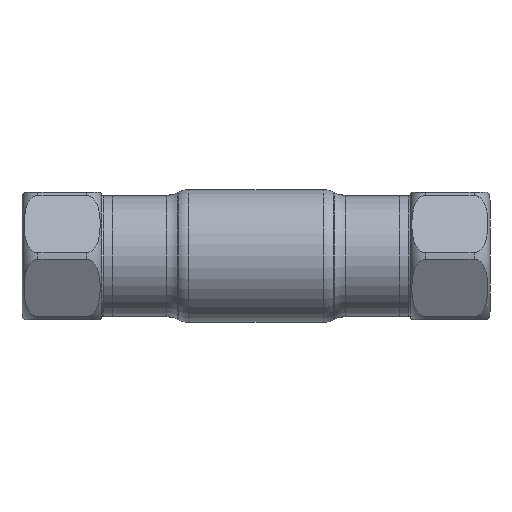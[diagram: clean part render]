
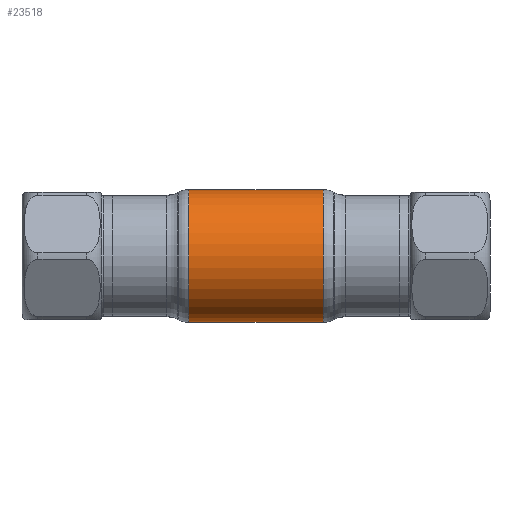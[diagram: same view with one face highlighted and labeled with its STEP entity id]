
A CAD part, front view. The second image highlights one B-rep face of the part: STEP entity #23518.
In plain terms, the highlighted cylindrical face has radius 12.5 mm (diameter 25 mm), a partial arc.
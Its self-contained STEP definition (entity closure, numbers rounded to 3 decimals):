
#394 = ORIENTED_EDGE ( 'NONE', *, *, #43512, .F. ) ;
#1551 = CARTESIAN_POINT ( 'NONE',  ( -62.69, 0., 12.5 ) ) ;
#3446 = CYLINDRICAL_SURFACE ( 'NONE', #8120, 12.5 ) ;
#6282 = VERTEX_POINT ( 'NONE', #48105 ) ;
#7076 = VERTEX_POINT ( 'NONE', #38486 ) ;
#7571 = LINE ( 'NONE', #44321, #9621 ) ;
#7870 = DIRECTION ( 'NONE',  ( -1., 0., 0. ) ) ;
#8120 = AXIS2_PLACEMENT_3D ( 'NONE', #21453, #39588, #30672 ) ;
#8413 = EDGE_LOOP ( 'NONE', ( #394, #13452, #47426, #34686 ) ) ;
#8636 = EDGE_CURVE ( 'NONE', #19992, #19887, #24041, .T. ) ;
#9621 = VECTOR ( 'NONE', #7870, 1000. ) ;
#13452 = ORIENTED_EDGE ( 'NONE', *, *, #27075, .T. ) ;
#14005 = DIRECTION ( 'NONE',  ( -1., 0., 0. ) ) ;
#18444 = CARTESIAN_POINT ( 'NONE',  ( -12.606, 0., 0. ) ) ;
#19887 = VERTEX_POINT ( 'NONE', #41407 ) ;
#19992 = VERTEX_POINT ( 'NONE', #47288 ) ;
#21453 = CARTESIAN_POINT ( 'NONE',  ( -62.69, 0., 0. ) ) ;
#23518 = ADVANCED_FACE ( 'NONE', ( #30971 ), #3446, .T. ) ;
#24041 = LINE ( 'NONE', #1551, #40225 ) ;
#26372 = CIRCLE ( 'NONE', #54881, 12.5 ) ;
#26757 = DIRECTION ( 'NONE',  ( 0., 0., 1. ) ) ;
#27075 = EDGE_CURVE ( 'NONE', #6282, #19992, #26372, .T. ) ;
#30672 = DIRECTION ( 'NONE',  ( 0., 0., 1. ) ) ;
#30971 = FACE_OUTER_BOUND ( 'NONE', #8413, .T. ) ;
#32843 = CARTESIAN_POINT ( 'NONE',  ( 12.606, 0., 0. ) ) ;
#34686 = ORIENTED_EDGE ( 'NONE', *, *, #53663, .F. ) ;
#37271 = DIRECTION ( 'NONE',  ( 0., 0., 1. ) ) ;
#38486 = CARTESIAN_POINT ( 'NONE',  ( -12.606, 0., -12.5 ) ) ;
#39588 = DIRECTION ( 'NONE',  ( -1., 0., 0. ) ) ;
#40122 = AXIS2_PLACEMENT_3D ( 'NONE', #18444, #14005, #26757 ) ;
#40225 = VECTOR ( 'NONE', #42184, 1000. ) ;
#41407 = CARTESIAN_POINT ( 'NONE',  ( -12.606, 0., 12.5 ) ) ;
#41749 = DIRECTION ( 'NONE',  ( -1., 0., 0. ) ) ;
#42184 = DIRECTION ( 'NONE',  ( -1., 0., 0. ) ) ;
#43512 = EDGE_CURVE ( 'NONE', #6282, #7076, #7571, .T. ) ;
#44321 = CARTESIAN_POINT ( 'NONE',  ( -62.69, 0., -12.5 ) ) ;
#47288 = CARTESIAN_POINT ( 'NONE',  ( 12.606, 0., 12.5 ) ) ;
#47426 = ORIENTED_EDGE ( 'NONE', *, *, #8636, .T. ) ;
#47820 = CIRCLE ( 'NONE', #40122, 12.5 ) ;
#48105 = CARTESIAN_POINT ( 'NONE',  ( 12.606, 0., -12.5 ) ) ;
#53663 = EDGE_CURVE ( 'NONE', #7076, #19887, #47820, .T. ) ;
#54881 = AXIS2_PLACEMENT_3D ( 'NONE', #32843, #41749, #37271 ) ;
